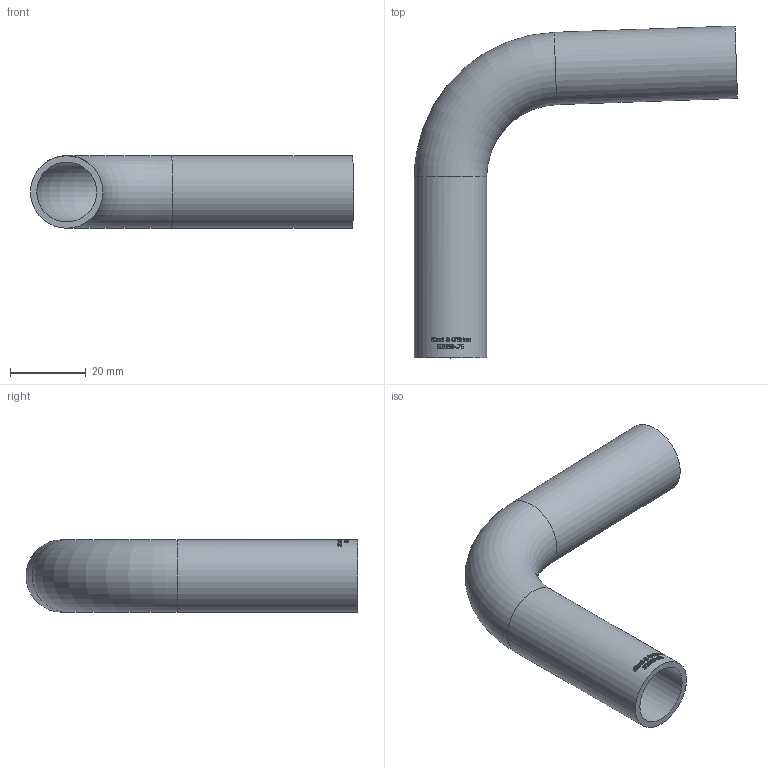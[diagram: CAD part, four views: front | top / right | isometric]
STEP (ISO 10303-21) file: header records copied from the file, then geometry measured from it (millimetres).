
FILE_DESCRIPTION(/* description */ (''),/* implementation_level */ '2;1');
FILE_NAME(/* name */ 'S2S88-.75.stp',/* time_stamp */ '2018-11-27T14:46:59-05:00',/* author */ ('ken'),/* organization */ (''),/* preprocessor_version */ 'ST-DEVELOPER v15.2',/* originating_system */ 'Autodesk Inventor 2014',/* authorisation */ '');
FILE_SCHEMA (('AUTOMOTIVE_DESIGN { 1 0 10303 214 3 1 1 }'));
Length unit declared in the file: inch
Products named in the file (1): S2S88-.75
Bounding box: 85.03 x 87.36 x 19.05 mm (x, y, z)
Volume: 12555.6 mm3; surface area: 15404.3 mm2
Topology: 1 solids, 1 shells, 376 faces, 1013 edges, 674 vertices
Faces by surface type: bspline 213, plane 122, cylinder 39, torus 2
Full cylindrical faces by diameter (mm): 15.748 x2, 19.05 x2
Entity records: 15842 total; most frequent: CARTESIAN_POINT 7700, ORIENTED_EDGE 2014, DIRECTION 1045, EDGE_CURVE 1007, VERTEX_POINT 674, LINE 445, VECTOR 445, B_SPLINE_CURVE_WITH_KNOTS 426
